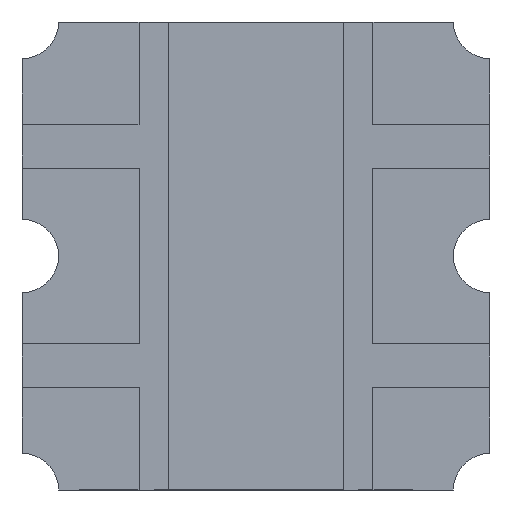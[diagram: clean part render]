
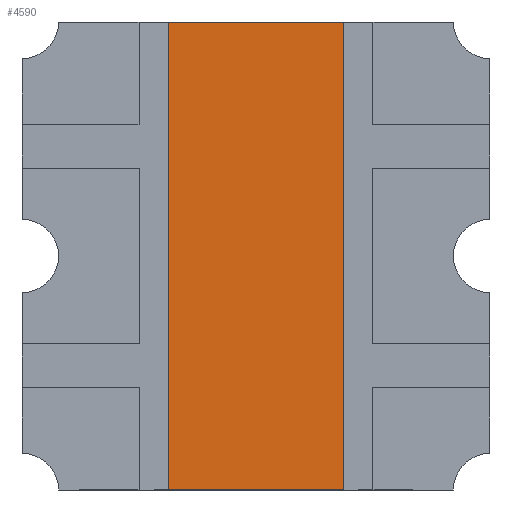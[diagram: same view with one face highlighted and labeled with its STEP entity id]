
A CAD part, front view. The second image highlights one B-rep face of the part: STEP entity #4590.
In plain terms, the highlighted planar face has unit normal (0, -1, 0).
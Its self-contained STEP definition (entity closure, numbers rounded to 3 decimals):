
#148 = ORIENTED_EDGE ( 'NONE', *, *, #1615, .T. ) ;
#156 = EDGE_CURVE ( 'NONE', #1066, #1346, #1497, .T. ) ;
#366 = LINE ( 'NONE', #2742, #5516 ) ;
#369 = VECTOR ( 'NONE', #2814, 1000. ) ;
#770 = VERTEX_POINT ( 'NONE', #2842 ) ;
#803 = CARTESIAN_POINT ( 'NONE',  ( -0.3, 0., 0.8 ) ) ;
#946 = CARTESIAN_POINT ( 'NONE',  ( 0.3, 0., -0.8 ) ) ;
#1066 = VERTEX_POINT ( 'NONE', #946 ) ;
#1131 = DIRECTION ( 'NONE',  ( 0., 0., -1. ) ) ;
#1346 = VERTEX_POINT ( 'NONE', #3735 ) ;
#1497 = LINE ( 'NONE', #4883, #369 ) ;
#1615 = EDGE_CURVE ( 'NONE', #1346, #1863, #4607, .T. ) ;
#1863 = VERTEX_POINT ( 'NONE', #803 ) ;
#1888 = LINE ( 'NONE', #2535, #4040 ) ;
#2070 = VECTOR ( 'NONE', #2724, 1000. ) ;
#2535 = CARTESIAN_POINT ( 'NONE',  ( -0.3, 0., -0.8 ) ) ;
#2662 = EDGE_CURVE ( 'NONE', #770, #1066, #366, .T. ) ;
#2724 = DIRECTION ( 'NONE',  ( -1., 0., 0. ) ) ;
#2742 = CARTESIAN_POINT ( 'NONE',  ( 0.3, 0., -0.8 ) ) ;
#2814 = DIRECTION ( 'NONE',  ( 0., 0., 1. ) ) ;
#2842 = CARTESIAN_POINT ( 'NONE',  ( -0.3, 0., -0.8 ) ) ;
#3161 = DIRECTION ( 'NONE',  ( 1., 0., 0. ) ) ;
#3522 = FACE_OUTER_BOUND ( 'NONE', #5561, .T. ) ;
#3735 = CARTESIAN_POINT ( 'NONE',  ( 0.3, 0., 0.8 ) ) ;
#3958 = ORIENTED_EDGE ( 'NONE', *, *, #2662, .T. ) ;
#4040 = VECTOR ( 'NONE', #5495, 1000. ) ;
#4198 = AXIS2_PLACEMENT_3D ( 'NONE', #4604, #5437, #1131 ) ;
#4217 = ORIENTED_EDGE ( 'NONE', *, *, #156, .T. ) ;
#4590 = ADVANCED_FACE ( 'NONE', ( #3522 ), #5461, .T. ) ;
#4604 = CARTESIAN_POINT ( 'NONE',  ( 0., 0., 0. ) ) ;
#4607 = LINE ( 'NONE', #4830, #2070 ) ;
#4830 = CARTESIAN_POINT ( 'NONE',  ( 0.3, 0., 0.8 ) ) ;
#4883 = CARTESIAN_POINT ( 'NONE',  ( 0.3, 0., -0.8 ) ) ;
#5339 = EDGE_CURVE ( 'NONE', #1863, #770, #1888, .T. ) ;
#5437 = DIRECTION ( 'NONE',  ( 0., -1., 0. ) ) ;
#5461 = PLANE ( 'NONE',  #4198 ) ;
#5463 = ORIENTED_EDGE ( 'NONE', *, *, #5339, .T. ) ;
#5495 = DIRECTION ( 'NONE',  ( 0., 0., -1. ) ) ;
#5516 = VECTOR ( 'NONE', #3161, 1000. ) ;
#5561 = EDGE_LOOP ( 'NONE', ( #5463, #3958, #4217, #148 ) ) ;
